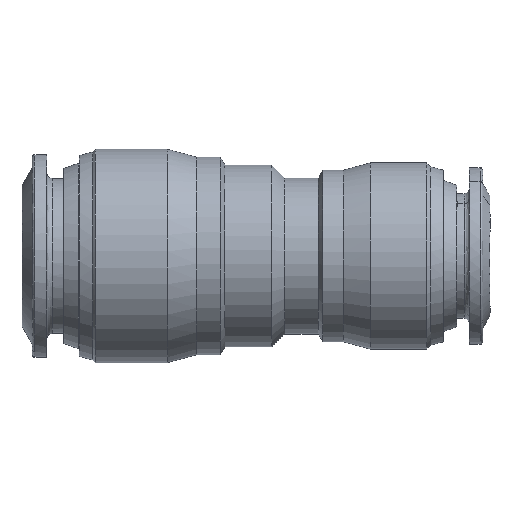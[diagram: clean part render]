
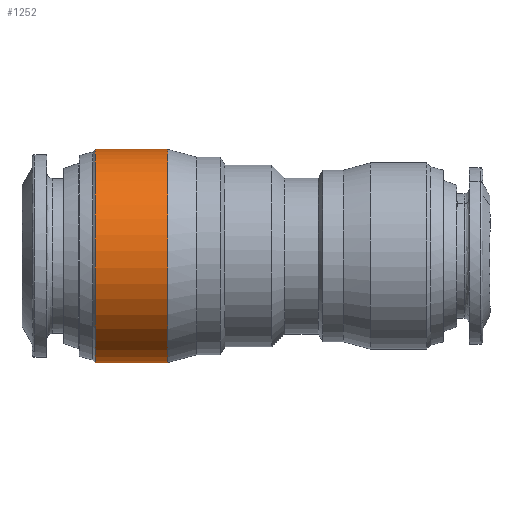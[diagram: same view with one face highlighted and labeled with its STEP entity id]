
A CAD part, left-side view. The second image highlights one B-rep face of the part: STEP entity #1252.
In plain terms, the highlighted free-form (B-spline) face has degree [1, 3] with [2, 4] control points.
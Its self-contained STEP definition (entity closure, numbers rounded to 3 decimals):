
#96 = CARTESIAN_POINT ( 'NONE',  ( 0., 33.448, -10.25 ) ) ;
#234 = CARTESIAN_POINT ( 'NONE',  ( -20.5, 26.5, 10.25 ) ) ;
#270 = CARTESIAN_POINT ( 'NONE',  ( 0., 33.448, 10.25 ) ) ;
#277 = CARTESIAN_POINT ( 'NONE',  ( 0., 33.448, -10.25 ) ) ;
#450 = CARTESIAN_POINT ( 'NONE',  ( 0., 26.5, -10.25 ) ) ;
#462 = CARTESIAN_POINT ( 'NONE',  ( -20.5, 33.448, 10.25 ) ) ;
#612 = ORIENTED_EDGE ( 'NONE', *, *, #2250, .T. ) ;
#941 = VERTEX_POINT ( 'NONE', #1299 ) ;
#1248 = CARTESIAN_POINT ( 'NONE',  ( 0., 26.5, -10.25 ) ) ;
#1252 = ADVANCED_FACE ( 'NONE', ( #2557 ), #2375, .F. ) ;
#1278 = ORIENTED_EDGE ( 'NONE', *, *, #2549, .F. ) ;
#1299 = CARTESIAN_POINT ( 'NONE',  ( 0., 26.5, 10.25 ) ) ;
#1359 = VERTEX_POINT ( 'NONE', #3865 ) ;
#1469 = CARTESIAN_POINT ( 'NONE',  ( 0., 33.448, -10.25 ) ) ;
#1744 = EDGE_CURVE ( 'NONE', #941, #2385, #4405, .T. ) ;
#1813 = CARTESIAN_POINT ( 'NONE',  ( 0., 26.5, 10.25 ) ) ;
#1855 = CARTESIAN_POINT ( 'NONE',  ( -20.5, 26.5, 10.25 ) ) ;
#2192 = CARTESIAN_POINT ( 'NONE',  ( 0., 33.448, 10.25 ) ) ;
#2250 = EDGE_CURVE ( 'NONE', #2265, #1359, #2671, .T. ) ;
#2261 = CARTESIAN_POINT ( 'NONE',  ( -20.5, 26.5, -10.25 ) ) ;
#2265 = VERTEX_POINT ( 'NONE', #3574 ) ;
#2295 =( BOUNDED_CURVE ( )  B_SPLINE_CURVE ( 3, ( #277, #4374, #2658, #3971 ),
 .UNSPECIFIED., .F., .F. ) 
 B_SPLINE_CURVE_WITH_KNOTS ( ( 4, 4 ),
 ( -3.142, 0. ),
 .UNSPECIFIED. ) 
 CURVE ( )  GEOMETRIC_REPRESENTATION_ITEM ( )  RATIONAL_B_SPLINE_CURVE ( ( 1., 0.333, 0.333, 1. ) ) 
 REPRESENTATION_ITEM ( '' )  );
#2375 =( BOUNDED_SURFACE ( )  B_SPLINE_SURFACE ( 1, 3, ( 
 ( #2192, #462, #2844, #96 ),
 ( #1813, #1855, #4207, #450 ) ),
 .UNSPECIFIED., .F., .F., .F. ) 
 B_SPLINE_SURFACE_WITH_KNOTS ( ( 2, 2 ),
 ( 4, 4 ),
 ( 0., 1. ),
 ( 0., 1. ),
 .UNSPECIFIED. ) 
 GEOMETRIC_REPRESENTATION_ITEM ( )  RATIONAL_B_SPLINE_SURFACE ( (
 ( 1., 0.333, 0.333, 1.),
 ( 1., 0.333, 0.333, 1.) ) ) 
 REPRESENTATION_ITEM ( '' )  SURFACE ( )  );
#2385 = VERTEX_POINT ( 'NONE', #270 ) ;
#2531 = ORIENTED_EDGE ( 'NONE', *, *, #1744, .T. ) ;
#2549 = EDGE_CURVE ( 'NONE', #2265, #2385, #2295, .T. ) ;
#2557 = FACE_OUTER_BOUND ( 'NONE', #2610, .T. ) ;
#2610 = EDGE_LOOP ( 'NONE', ( #1278, #612, #3024, #2531 ) ) ;
#2658 = CARTESIAN_POINT ( 'NONE',  ( -20.5, 33.448, 10.25 ) ) ;
#2671 = B_SPLINE_CURVE_WITH_KNOTS ( 'NONE', 1,
 ( #1469, #3221 ),
 .UNSPECIFIED., .F., .F.,
 ( 2, 2 ),
 ( -1., 0. ),
 .UNSPECIFIED. ) ;
#2844 = CARTESIAN_POINT ( 'NONE',  ( -20.5, 33.448, -10.25 ) ) ;
#3024 = ORIENTED_EDGE ( 'NONE', *, *, #3855, .T. ) ;
#3061 = CARTESIAN_POINT ( 'NONE',  ( 0., 33.448, 10.25 ) ) ;
#3221 = CARTESIAN_POINT ( 'NONE',  ( 0., 26.5, -10.25 ) ) ;
#3574 = CARTESIAN_POINT ( 'NONE',  ( 0., 33.448, -10.25 ) ) ;
#3682 = CARTESIAN_POINT ( 'NONE',  ( 0., 26.5, 10.25 ) ) ;
#3855 = EDGE_CURVE ( 'NONE', #1359, #941, #4241, .T. ) ;
#3865 = CARTESIAN_POINT ( 'NONE',  ( 0., 26.5, -10.25 ) ) ;
#3971 = CARTESIAN_POINT ( 'NONE',  ( 0., 33.448, 10.25 ) ) ;
#4207 = CARTESIAN_POINT ( 'NONE',  ( -20.5, 26.5, -10.25 ) ) ;
#4241 =( BOUNDED_CURVE ( )  B_SPLINE_CURVE ( 3, ( #1248, #2261, #234, #3682 ),
 .UNSPECIFIED., .F., .F. ) 
 B_SPLINE_CURVE_WITH_KNOTS ( ( 4, 4 ),
 ( -3.142, 0. ),
 .UNSPECIFIED. ) 
 CURVE ( )  GEOMETRIC_REPRESENTATION_ITEM ( )  RATIONAL_B_SPLINE_CURVE ( ( 1., 0.333, 0.333, 1. ) ) 
 REPRESENTATION_ITEM ( '' )  );
#4374 = CARTESIAN_POINT ( 'NONE',  ( -20.5, 33.448, -10.25 ) ) ;
#4399 = CARTESIAN_POINT ( 'NONE',  ( 0., 26.5, 10.25 ) ) ;
#4405 = B_SPLINE_CURVE_WITH_KNOTS ( 'NONE', 1,
 ( #4399, #3061 ),
 .UNSPECIFIED., .F., .F.,
 ( 2, 2 ),
 ( -1., 0. ),
 .UNSPECIFIED. ) ;
